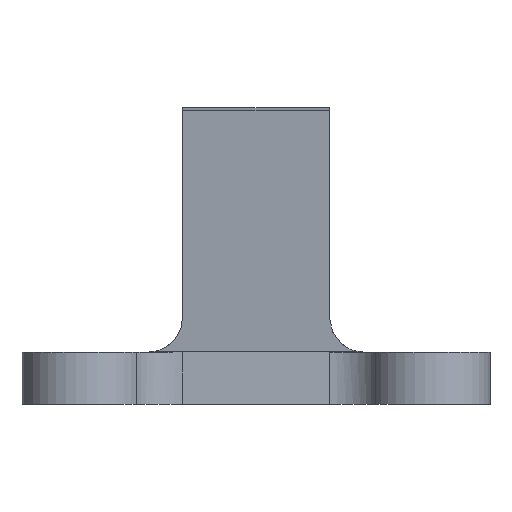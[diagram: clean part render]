
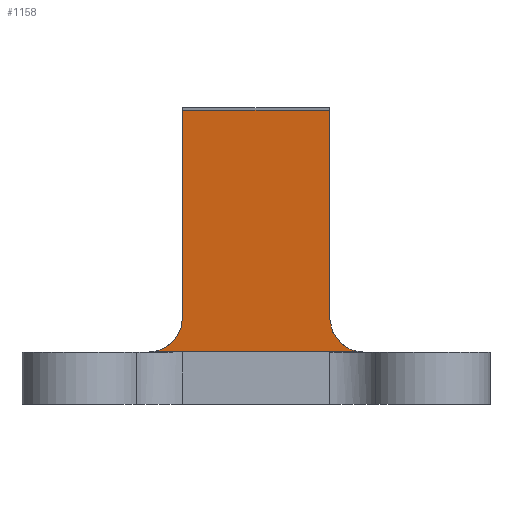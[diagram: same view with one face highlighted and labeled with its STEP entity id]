
A CAD part, left-side view. The second image highlights one B-rep face of the part: STEP entity #1158.
In plain terms, the highlighted planar face has unit normal (-0.231, 0, 0.973).
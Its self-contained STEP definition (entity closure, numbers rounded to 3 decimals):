
#26=ELLIPSE('',#1236,8.644,2.);
#27=ELLIPSE('',#1240,8.644,2.);
#89=PLANE('',#1318);
#153=FACE_OUTER_BOUND('',#228,.T.);
#228=EDGE_LOOP('',(#1065,#1066,#1067,#1068,#1069,#1070));
#244=LINE('',#1760,#324);
#249=LINE('',#1782,#329);
#263=LINE('',#1958,#343);
#309=LINE('',#2225,#389);
#324=VECTOR('',#1384,10.);
#329=VECTOR('',#1403,10.);
#343=VECTOR('',#1469,10.);
#389=VECTOR('',#1687,10.);
#492=VERTEX_POINT('',#1742);
#500=VERTEX_POINT('',#1758);
#509=VERTEX_POINT('',#1779);
#510=VERTEX_POINT('',#1781);
#534=VERTEX_POINT('',#1955);
#535=VERTEX_POINT('',#1957);
#611=EDGE_CURVE('',#500,#492,#244,.T.);
#621=EDGE_CURVE('',#510,#509,#249,.T.);
#655=EDGE_CURVE('',#534,#535,#263,.T.);
#659=EDGE_CURVE('',#534,#492,#26,.F.);
#662=EDGE_CURVE('',#535,#509,#27,.T.);
#748=EDGE_CURVE('',#510,#500,#309,.T.);
#1065=ORIENTED_EDGE('',*,*,#655,.F.);
#1066=ORIENTED_EDGE('',*,*,#659,.T.);
#1067=ORIENTED_EDGE('',*,*,#611,.F.);
#1068=ORIENTED_EDGE('',*,*,#748,.F.);
#1069=ORIENTED_EDGE('',*,*,#621,.T.);
#1070=ORIENTED_EDGE('',*,*,#662,.F.);
#1158=ADVANCED_FACE('',(#153),#89,.T.);
#1236=AXIS2_PLACEMENT_3D('',#1964,#1477,#1478);
#1240=AXIS2_PLACEMENT_3D('',#1969,#1485,#1486);
#1318=AXIS2_PLACEMENT_3D('',#2224,#1685,#1686);
#1384=DIRECTION('',(-0.973,0.,-0.231));
#1403=DIRECTION('',(-0.973,0.,-0.231));
#1469=DIRECTION('',(0.,1.,0.));
#1477=DIRECTION('center_axis',(-0.231,0.,0.973));
#1478=DIRECTION('ref_axis',(-0.973,0.,-0.231));
#1485=DIRECTION('center_axis',(-0.231,0.,0.973));
#1486=DIRECTION('ref_axis',(-0.973,0.,-0.231));
#1685=DIRECTION('center_axis',(-0.231,0.,0.973));
#1686=DIRECTION('ref_axis',(-0.973,0.,-0.231));
#1687=DIRECTION('',(0.,-1.,0.));
#1742=CARTESIAN_POINT('',(8.409,-14.234,5.));
#1758=CARTESIAN_POINT('',(58.589,-14.234,16.934));
#1760=CARTESIAN_POINT('',(0.,-14.234,3.));
#1779=CARTESIAN_POINT('',(8.409,-5.766,5.));
#1781=CARTESIAN_POINT('',(58.589,-5.766,16.934));
#1782=CARTESIAN_POINT('',(45.728,-5.766,13.876));
#1955=CARTESIAN_POINT('',(0.228,-15.771,3.054));
#1957=CARTESIAN_POINT('',(0.228,-4.229,3.054));
#1958=CARTESIAN_POINT('',(0.228,-5.,3.054));
#1964=CARTESIAN_POINT('Origin',(8.409,-16.234,5.));
#1969=CARTESIAN_POINT('Origin',(8.409,-3.766,5.));
#2224=CARTESIAN_POINT('Origin',(58.589,0.,16.934));
#2225=CARTESIAN_POINT('',(58.589,0.,16.934));
